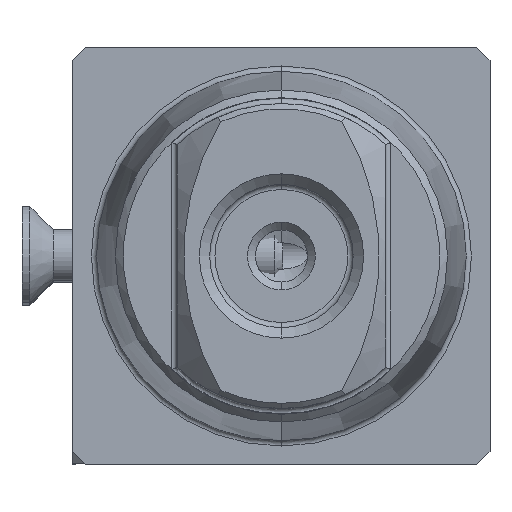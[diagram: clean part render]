
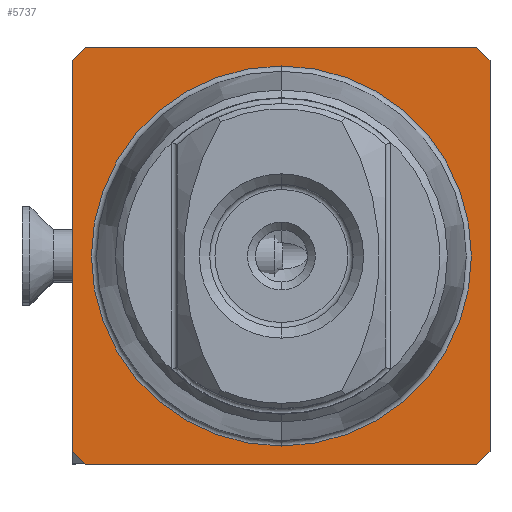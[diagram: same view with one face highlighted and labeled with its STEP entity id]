
A CAD part, left-side view. The second image highlights one B-rep face of the part: STEP entity #5737.
In plain terms, the highlighted planar face has unit normal (-1, 0, 0).
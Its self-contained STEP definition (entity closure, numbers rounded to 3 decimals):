
#22 = FACE_BOUND ( 'NONE', #3057, .T. ) ;
#45 = LINE ( 'NONE', #5817, #1973 ) ;
#246 = VECTOR ( 'NONE', #5446, 1000. ) ;
#272 = LINE ( 'NONE', #2444, #2847 ) ;
#402 = CIRCLE ( 'NONE', #3627, 7.287 ) ;
#461 = VERTEX_POINT ( 'NONE', #6833 ) ;
#486 = ORIENTED_EDGE ( 'NONE', *, *, #4274, .T. ) ;
#606 = DIRECTION ( 'NONE',  ( 0., -0.707, 0.707 ) ) ;
#607 = CARTESIAN_POINT ( 'NONE',  ( 0., -7.5, 8. ) ) ;
#641 = VERTEX_POINT ( 'NONE', #668 ) ;
#668 = CARTESIAN_POINT ( 'NONE',  ( 0., 8., -7.5 ) ) ;
#726 = CARTESIAN_POINT ( 'NONE',  ( 0., 8., 7.5 ) ) ;
#766 = CARTESIAN_POINT ( 'NONE',  ( 0., 7.287, -8. ) ) ;
#826 = EDGE_CURVE ( 'NONE', #641, #3327, #272, .T. ) ;
#1148 = VERTEX_POINT ( 'NONE', #3895 ) ;
#1263 = CIRCLE ( 'NONE', #5681, 7.287 ) ;
#1569 = DIRECTION ( 'NONE',  ( 1., 0., 0. ) ) ;
#1602 = PLANE ( 'NONE',  #5283 ) ;
#1625 = CARTESIAN_POINT ( 'NONE',  ( 0., -8., 0. ) ) ;
#1721 = DIRECTION ( 'NONE',  ( 0., -1., 0. ) ) ;
#1732 = LINE ( 'NONE', #3335, #246 ) ;
#1798 = CARTESIAN_POINT ( 'NONE',  ( 0., 8., 7.5 ) ) ;
#1828 = VECTOR ( 'NONE', #4009, 1000. ) ;
#1831 = DIRECTION ( 'NONE',  ( -1., 0., 0. ) ) ;
#1911 = ORIENTED_EDGE ( 'NONE', *, *, #826, .T. ) ;
#1926 = VERTEX_POINT ( 'NONE', #607 ) ;
#1946 = EDGE_CURVE ( 'NONE', #1148, #1926, #1732, .T. ) ;
#1972 = LINE ( 'NONE', #6235, #1828 ) ;
#1973 = VECTOR ( 'NONE', #606, 1000. ) ;
#2031 = VERTEX_POINT ( 'NONE', #1798 ) ;
#2050 = EDGE_CURVE ( 'NONE', #5402, #461, #1263, .T. ) ;
#2110 = CARTESIAN_POINT ( 'NONE',  ( 0., -7.5, -8. ) ) ;
#2148 = LINE ( 'NONE', #1625, #4141 ) ;
#2352 = CARTESIAN_POINT ( 'NONE',  ( 0., 0., 0. ) ) ;
#2444 = CARTESIAN_POINT ( 'NONE',  ( 0., 7.5, -8. ) ) ;
#2562 = ORIENTED_EDGE ( 'NONE', *, *, #3168, .F. ) ;
#2833 = CARTESIAN_POINT ( 'NONE',  ( 0., 7.287, 8. ) ) ;
#2847 = VECTOR ( 'NONE', #6119, 1000. ) ;
#2860 = DIRECTION ( 'NONE',  ( 0., 0.707, -0.707 ) ) ;
#2894 = DIRECTION ( 'NONE',  ( 0., 1., 0. ) ) ;
#2899 = LINE ( 'NONE', #2833, #6708 ) ;
#2955 = EDGE_CURVE ( 'NONE', #1148, #3342, #2148, .T. ) ;
#3057 = EDGE_LOOP ( 'NONE', ( #4883, #3457 ) ) ;
#3130 = DIRECTION ( 'NONE',  ( -1., 0., 0. ) ) ;
#3138 = FACE_OUTER_BOUND ( 'NONE', #5812, .T. ) ;
#3168 = EDGE_CURVE ( 'NONE', #641, #2031, #1972, .T. ) ;
#3174 = DIRECTION ( 'NONE',  ( 0., 0., -1. ) ) ;
#3327 = VERTEX_POINT ( 'NONE', #3772 ) ;
#3335 = CARTESIAN_POINT ( 'NONE',  ( 0., -7.5, 8. ) ) ;
#3342 = VERTEX_POINT ( 'NONE', #4216 ) ;
#3457 = ORIENTED_EDGE ( 'NONE', *, *, #2050, .F. ) ;
#3573 = EDGE_CURVE ( 'NONE', #5023, #1926, #2899, .T. ) ;
#3627 = AXIS2_PLACEMENT_3D ( 'NONE', #6635, #3130, #6313 ) ;
#3628 = ORIENTED_EDGE ( 'NONE', *, *, #1946, .T. ) ;
#3772 = CARTESIAN_POINT ( 'NONE',  ( 0., 7.5, -8. ) ) ;
#3895 = CARTESIAN_POINT ( 'NONE',  ( 0., -8., 7.5 ) ) ;
#3996 = EDGE_CURVE ( 'NONE', #4774, #3327, #6562, .T. ) ;
#4009 = DIRECTION ( 'NONE',  ( 0., 0., 1. ) ) ;
#4034 = CARTESIAN_POINT ( 'NONE',  ( 0., 7.5, 8. ) ) ;
#4075 = ORIENTED_EDGE ( 'NONE', *, *, #6468, .T. ) ;
#4131 = EDGE_CURVE ( 'NONE', #461, #5402, #402, .T. ) ;
#4141 = VECTOR ( 'NONE', #5854, 1000. ) ;
#4216 = CARTESIAN_POINT ( 'NONE',  ( 0., -8., -7.5 ) ) ;
#4274 = EDGE_CURVE ( 'NONE', #4774, #3342, #45, .T. ) ;
#4774 = VERTEX_POINT ( 'NONE', #2110 ) ;
#4883 = ORIENTED_EDGE ( 'NONE', *, *, #4131, .F. ) ;
#4999 = ORIENTED_EDGE ( 'NONE', *, *, #3573, .F. ) ;
#5023 = VERTEX_POINT ( 'NONE', #4034 ) ;
#5204 = ORIENTED_EDGE ( 'NONE', *, *, #3996, .F. ) ;
#5283 = AXIS2_PLACEMENT_3D ( 'NONE', #6322, #1569, #3174 ) ;
#5402 = VERTEX_POINT ( 'NONE', #5945 ) ;
#5446 = DIRECTION ( 'NONE',  ( 0., 0.707, 0.707 ) ) ;
#5486 = LINE ( 'NONE', #726, #6402 ) ;
#5681 = AXIS2_PLACEMENT_3D ( 'NONE', #2352, #1831, #6655 ) ;
#5737 = ADVANCED_FACE ( 'NONE', ( #22, #3138 ), #1602, .F. ) ;
#5812 = EDGE_LOOP ( 'NONE', ( #2562, #1911, #5204, #486, #6274, #3628, #4999, #4075 ) ) ;
#5817 = CARTESIAN_POINT ( 'NONE',  ( 0., -8., -7.5 ) ) ;
#5854 = DIRECTION ( 'NONE',  ( 0., 0., -1. ) ) ;
#5945 = CARTESIAN_POINT ( 'NONE',  ( 0., 0., -7.287 ) ) ;
#6119 = DIRECTION ( 'NONE',  ( 0., -0.707, -0.707 ) ) ;
#6235 = CARTESIAN_POINT ( 'NONE',  ( 0., 8., 0. ) ) ;
#6274 = ORIENTED_EDGE ( 'NONE', *, *, #2955, .F. ) ;
#6313 = DIRECTION ( 'NONE',  ( 0., 0., 1. ) ) ;
#6322 = CARTESIAN_POINT ( 'NONE',  ( 0., 7.287, 0. ) ) ;
#6402 = VECTOR ( 'NONE', #2860, 1000. ) ;
#6406 = VECTOR ( 'NONE', #2894, 1000. ) ;
#6468 = EDGE_CURVE ( 'NONE', #5023, #2031, #5486, .T. ) ;
#6562 = LINE ( 'NONE', #766, #6406 ) ;
#6635 = CARTESIAN_POINT ( 'NONE',  ( 0., 0., 0. ) ) ;
#6655 = DIRECTION ( 'NONE',  ( 0., 0., 1. ) ) ;
#6708 = VECTOR ( 'NONE', #1721, 1000. ) ;
#6833 = CARTESIAN_POINT ( 'NONE',  ( 0., 0., 7.287 ) ) ;
